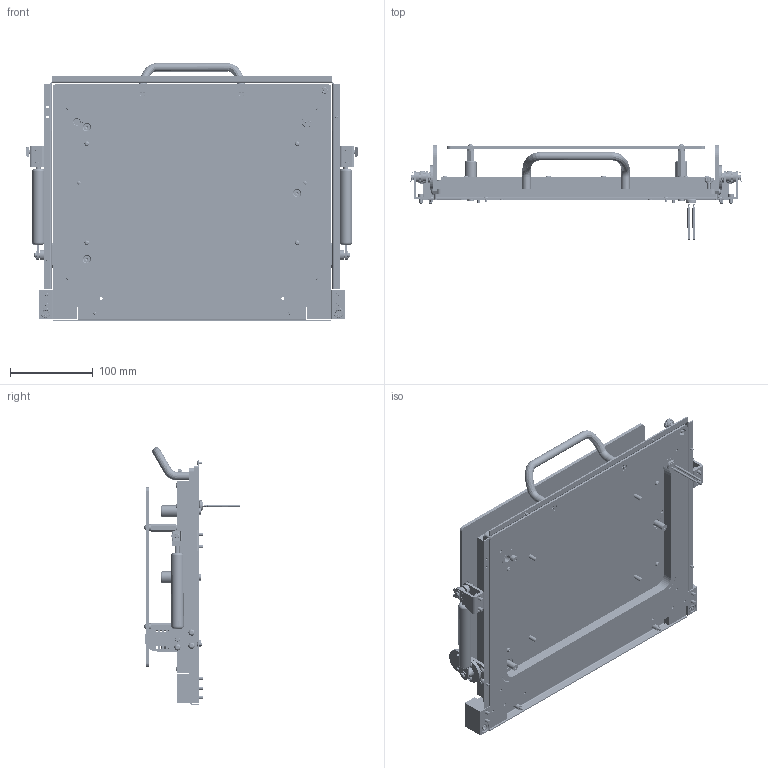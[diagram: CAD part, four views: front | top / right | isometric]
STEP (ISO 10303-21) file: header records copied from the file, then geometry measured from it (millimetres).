
FILE_DESCRIPTION (( 'STEP AP214' ), '1' );
FILE_NAME ('INGUN_34546.STEP', '2024-11-18T14:20:53', ( '' ), ( '' ), 'SwSTEP 2.0', 'SolidWorks 2023', '' );
FILE_SCHEMA (( 'AUTOMOTIVE_DESIGN' ));
Length unit declared in the file: millimetre
Products named in the file (57): 2348_4~0; 25531~1_Hub = 17,5 <S>; 2497~0_Länge_125min <Standard>; 8577~1; DIN_6799_-_A2~n_d 5; 2806~1; 2204~0; K_33808~0_4 m6 x 12; 41666~1; ASR~asr_Øi06,2x04xØa12; ISO7380~n_M03,0x016; 2694~0; 42774~1_S; KS-113-Master__ADA~ks_KS-113 23; 35623~0_S; ASR~asr_Øi06,2x03xØa10; 16318~0; 25224~1; DIN912~n_M04,0x020; 2229~6; ISO7380~n_M03,0x020; DIN912~n_M06,0x016 VA; ISO7380~n_M03,0x005; 2348_1~0; DIN912~n_M04,0x008; 46762~1; 3512~0_Stadard; 2528~0_gedrückt<Standard>; 25226~3; 17053~3; 43062~0_S; 2348_2~0; 34543~5; GKS-114-0011__ADA~gks_Hub = 17,5 <S>; 33562~2_kontaktiert<ZSK 2030-ADP (geschlossen)>; 14282-2030-EC~0_kontaktiert<Standard>; DIN912~n_M04,0x025; 16834~0; 1589~0; 2348_3~0 ...
Assembly tree (149 placements, depth 4):
  INGUN_34546
    33562~2_kontaktiert<ZSK 2030-ADP (geschlossen)>
      34543~5
      34542~5
      46762~1
      25222~0
      25223~1  x2
      25224~1
      25225~1
      25226~3  x2
      8577~1
      2204~0  x4
      14282-2030-EC~0_kontaktiert<Standard>
      14282-2030-2~0_kontaktiert<Standard>
      2645~0  x4
      41666~1
      3286~0  x2
      16318~0  x2
      2806~1
      2196~6  x3
      34545~5_S
      35623~0_S
      43062~0_S  x2
        42774~1_S
        17053~3
        DIN_6799_-_A2~n_d 5
        ISO7380~n_M04,0x008
      2586~0  x2
      4822~0
      1589~0
      2528~0_gedrückt<Standard>
      16058~0  x2
      16834~0  x24
      2694~0  x2
      K_33808~0_4 m6 x 12  x2
      DIN912~n_M04,0x020
      ISO7380~n_M03,0x016  x2
      ISO7380~n_M03,0x005  x5
      ISO7380~n_M04,0x008  x4
      ISO7380~n_M03,0x006  x16
      ISO7380~n_M03,0x020  x8
      DIN912~n_M06,0x016 VA  x4
      3512~0_Stadard  x2
    2497~0_Länge_125min <Standard>  x2
    2348~1  x2
      2348_3~0
      2348_4~0
      2348_2~0
      2348_1~0
    ASR~asr_Øi06,2x04xØa12  x2
    ASR~asr_Øi06,2x03xØa10  x2
    25531~1_Hub = 17,5 <S>
      KS-113-Master__ADA~ks_KS-113 23  x2
      GKS-114-0011__ADA~gks_Hub = 17,5 <S>  x2
    2229~6  x3
    12681~3  x4
    DIN912~n_M04,0x008  x4
    DIN912~n_M04,0x025  x4
Bounding box: 402.3 x 115.45 x 312 mm (x, y, z)
Volume: 2033866.6 mm3; surface area: 753387 mm2
Topology: 156 solids, 156 shells, 3692 faces, 8981 edges, 5750 vertices
Faces by surface type: cylinder 1899, plane 1143, cone 386, bspline 134, torus 122, sphere 8
Entity records: 67915 total; most frequent: CARTESIAN_POINT 23405, DIRECTION 9464, ORIENTED_EDGE 8478, EDGE_CURVE 4239, AXIS2_PLACEMENT_3D 3696, VERTEX_POINT 2734, LINE 2072, VECTOR 2072
